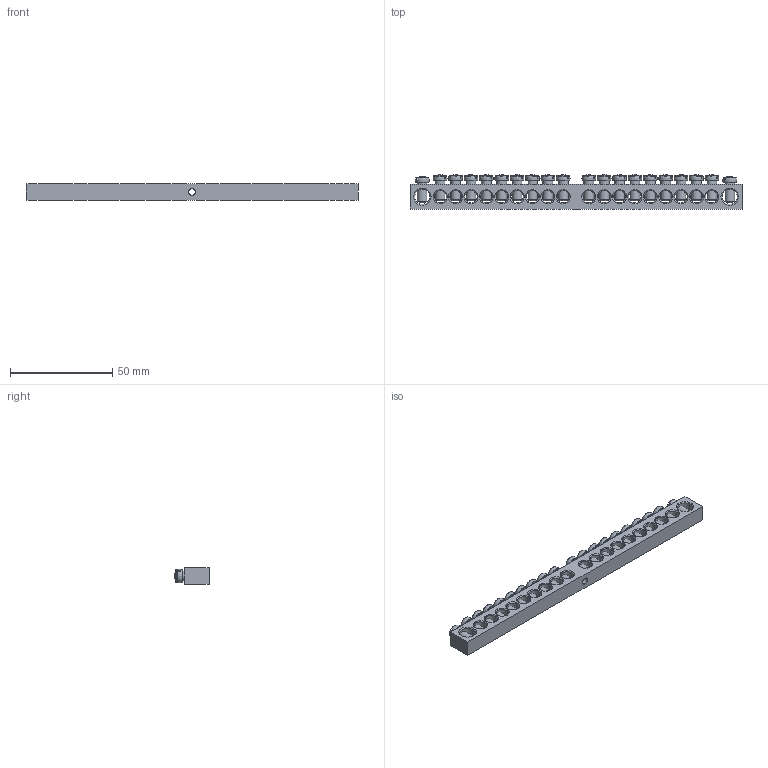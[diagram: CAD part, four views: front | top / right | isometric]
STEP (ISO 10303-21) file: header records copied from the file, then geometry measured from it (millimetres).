
FILE_DESCRIPTION(/* description */ (''),/* implementation_level */ '2;1');
FILE_NAME(/* name */ '8х12-20_1.stp',/* time_stamp */ '2021-04-12T22:42:05+03:00',/* author */ ('Admin'),/* organization */ (''),/* preprocessor_version */ 'ST-DEVELOPER v15.6',/* originating_system */ 'Autodesk Inventor 2015',/* authorisation */ '');
FILE_SCHEMA (('AUTOMOTIVE_DESIGN { 1 0 10303 214 3 1 1 }'));
Length unit declared in the file: millimetre
Products named in the file (3): 8х12-20_1; Винт M5x10; -ноль) X_1
Assembly tree (21 placements, depth 2):
  -ноль) X_1
    8х12-20_1
    Винт M5x10  x20
Bounding box: 162 x 16.65 x 8 mm (x, y, z)
Volume: 14657.5 mm3; surface area: 14638.4 mm2
Topology: 21 solids, 21 shells, 587 faces, 1547 edges, 1022 vertices
Faces by surface type: plane 306, cone 100, cylinder 61, torus 60, sphere 40, bspline 20
Full cylindrical faces by diameter (mm): 3.242 x1, 4.134 x20, 4.8 x20, 6 x18, 7.5 x2
Entity records: 4085 total; most frequent: CARTESIAN_POINT 1249, DIRECTION 570, ORIENTED_EDGE 392, EDGE_LOOP 279, AXIS2_PLACEMENT_3D 268, EDGE_CURVE 196, VERTEX_POINT 173, FACE_BOUND 167
